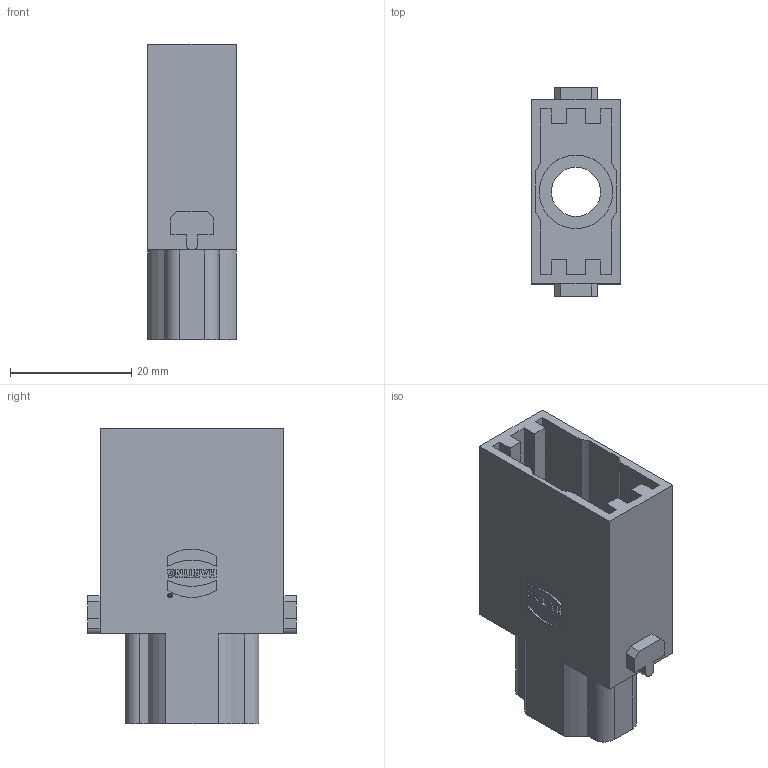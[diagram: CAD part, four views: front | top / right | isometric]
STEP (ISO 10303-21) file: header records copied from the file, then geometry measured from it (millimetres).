
FILE_DESCRIPTION(/* description */ (''),/* implementation_level */ '2;1');
FILE_NAME(/* name */ '100209788ugm000_b.stp',/* time_stamp */ '2019-10-31T14:04:32+01:00',/* author */ (''),/* organization */ (''),/* preprocessor_version */ 'ST-DEVELOPER v16.7',/* originating_system */ 'SIEMENS PLM Software NX 12.0',/* authorisation */ '');
FILE_SCHEMA (('AUTOMOTIVE_DESIGN { 1 0 10303 214 3 1 1 1 }'));
Length unit declared in the file: millimetre
Products named in the file (1): 100209788ugm000_b
Bounding box: 14.65 x 34.4 x 48.7 mm (x, y, z)
Volume: 10401.9 mm3; surface area: 7598.5 mm2
Topology: 1 solids, 1 shells, 200 faces, 536 edges, 359 vertices
Faces by surface type: plane 163, cylinder 24, bspline 9, cone 4
Full cylindrical faces by diameter (mm): 0.603 x1, 0.789 x1, 8.1 x1, 12.1 x1, 13.2 x1
Entity records: 7820 total; most frequent: CARTESIAN_POINT 1399, ORIENTED_EDGE 1060, DIRECTION 952, EDGE_CURVE 530, LINE 440, VECTOR 440, VERTEX_POINT 358, AXIS2_PLACEMENT_3D 256
